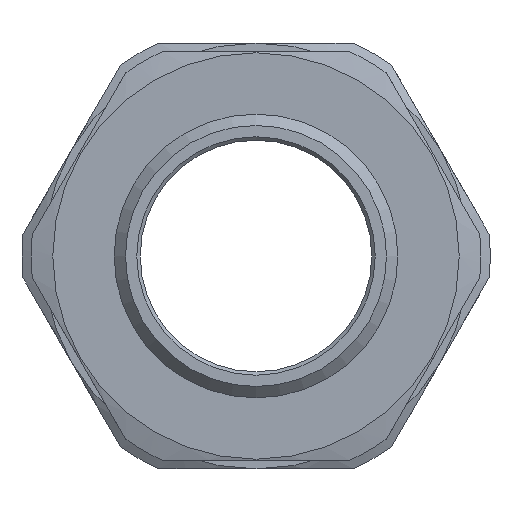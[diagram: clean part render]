
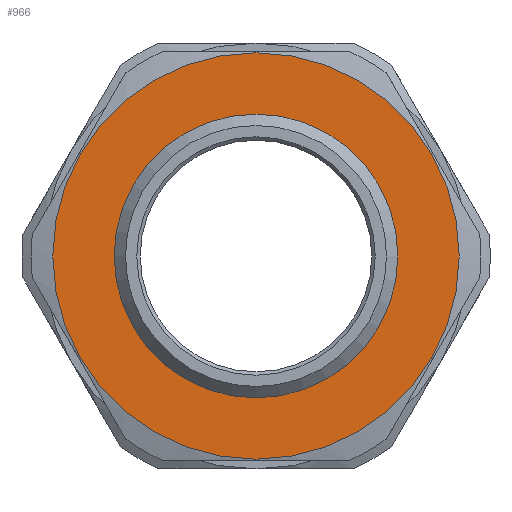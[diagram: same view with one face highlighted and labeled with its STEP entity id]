
A CAD part, left-side view. The second image highlights one B-rep face of the part: STEP entity #966.
In plain terms, the highlighted planar face has unit normal (-1, 0, 0).
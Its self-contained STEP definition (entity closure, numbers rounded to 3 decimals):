
#122 = DIRECTION ( 'NONE',  ( 0., 0., -1. ) ) ;
#165 = DIRECTION ( 'NONE',  ( 1., 0., 0. ) ) ;
#263 = FACE_BOUND ( 'NONE', #661, .T. ) ;
#371 = ORIENTED_EDGE ( 'NONE', *, *, #1529, .F. ) ;
#379 = CARTESIAN_POINT ( 'NONE',  ( 10.3, 0., 0. ) ) ;
#381 = ORIENTED_EDGE ( 'NONE', *, *, #1461, .F. ) ;
#434 = CIRCLE ( 'NONE', #1896, 12.5 ) ;
#661 = EDGE_LOOP ( 'NONE', ( #381 ) ) ;
#663 = EDGE_LOOP ( 'NONE', ( #371 ) ) ;
#670 = FACE_OUTER_BOUND ( 'NONE', #663, .T. ) ;
#749 = CARTESIAN_POINT ( 'NONE',  ( 10.3, 0., -20.3 ) ) ;
#966 = ADVANCED_FACE ( 'NONE', ( #670, #263 ), #1657, .F. ) ;
#1090 = CARTESIAN_POINT ( 'NONE',  ( 10.3, 0., -17.9 ) ) ;
#1381 = VERTEX_POINT ( 'NONE', #1090 ) ;
#1461 = EDGE_CURVE ( 'NONE', #2309, #2309, #434, .T. ) ;
#1529 = EDGE_CURVE ( 'NONE', #1381, #1381, #2018, .T. ) ;
#1657 = PLANE ( 'NONE',  #2115 ) ;
#1676 = DIRECTION ( 'NONE',  ( 1., 0., 0. ) ) ;
#1677 = DIRECTION ( 'NONE',  ( 0., 0., -1. ) ) ;
#1711 = AXIS2_PLACEMENT_3D ( 'NONE', #379, #165, #122 ) ;
#1810 = CARTESIAN_POINT ( 'NONE',  ( 10.3, 0., 12.5 ) ) ;
#1896 = AXIS2_PLACEMENT_3D ( 'NONE', #2449, #2450, #2454 ) ;
#2018 = CIRCLE ( 'NONE', #1711, 17.9 ) ;
#2115 = AXIS2_PLACEMENT_3D ( 'NONE', #749, #1676, #1677 ) ;
#2309 = VERTEX_POINT ( 'NONE', #1810 ) ;
#2449 = CARTESIAN_POINT ( 'NONE',  ( 10.3, 0., 0. ) ) ;
#2450 = DIRECTION ( 'NONE',  ( -1., 0., 0. ) ) ;
#2454 = DIRECTION ( 'NONE',  ( 0., 0., 1. ) ) ;
